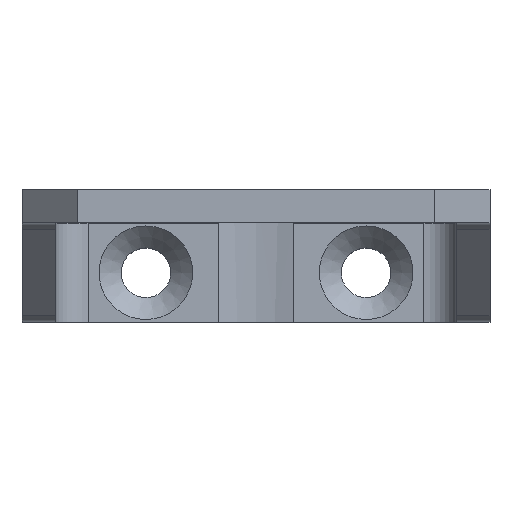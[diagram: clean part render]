
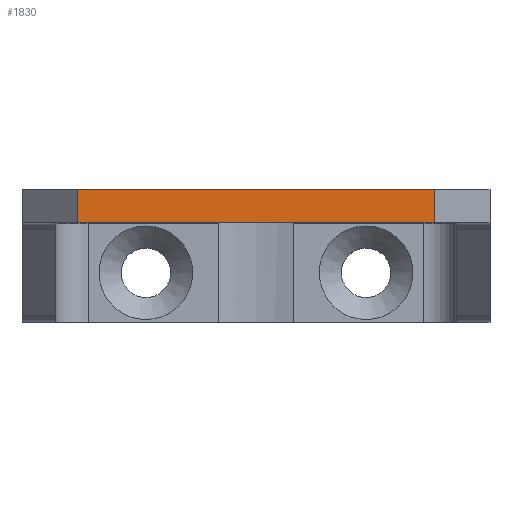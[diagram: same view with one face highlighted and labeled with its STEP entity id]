
A CAD part, top view. The second image highlights one B-rep face of the part: STEP entity #1830.
In plain terms, the highlighted planar face has unit normal (0, 0, 1).
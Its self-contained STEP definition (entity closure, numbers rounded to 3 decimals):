
#44 = PLANE('',#45);
#45 = AXIS2_PLACEMENT_3D('',#46,#47,#48);
#46 = CARTESIAN_POINT('',(0.011,-3.,4.323));
#47 = DIRECTION('',(0.,-1.,0.));
#48 = DIRECTION('',(0.,0.,1.));
#72 = PLANE('',#73);
#73 = AXIS2_PLACEMENT_3D('',#74,#75,#76);
#74 = CARTESIAN_POINT('',(-21.25,0.,16.25));
#75 = DIRECTION('',(-0.707,0.,0.707));
#76 = DIRECTION('',(0.707,0.,0.707));
#100 = PLANE('',#101);
#101 = AXIS2_PLACEMENT_3D('',#102,#103,#104);
#102 = CARTESIAN_POINT('',(0.,0.,
    -0.851));
#103 = DIRECTION('',(0.,1.,0.));
#104 = DIRECTION('',(0.,0.,1.));
#663 = VERTEX_POINT('',#664);
#664 = CARTESIAN_POINT('',(16.25,-3.,21.25));
#678 = PLANE('',#679);
#679 = AXIS2_PLACEMENT_3D('',#680,#681,#682);
#680 = CARTESIAN_POINT('',(16.25,0.,
    21.25));
#681 = DIRECTION('',(0.707,0.,0.707));
#682 = DIRECTION('',(0.707,0.,-0.707)
  );
#690 = EDGE_CURVE('',#663,#691,#693,.T.);
#691 = VERTEX_POINT('',#692);
#692 = CARTESIAN_POINT('',(-16.25,-3.,21.25));
#693 = SURFACE_CURVE('',#694,(#698,#705),.PCURVE_S1.);
#694 = LINE('',#695,#696);
#695 = CARTESIAN_POINT('',(-8.125,-3.,21.25));
#696 = VECTOR('',#697,1.);
#697 = DIRECTION('',(-1.,0.,0.));
#698 = PCURVE('',#44,#699);
#699 = DEFINITIONAL_REPRESENTATION('',(#700),#704);
#700 = LINE('',#701,#702);
#701 = CARTESIAN_POINT('',(16.927,8.136));
#702 = VECTOR('',#703,1.);
#703 = DIRECTION('',(0.,1.));
#704 = ( GEOMETRIC_REPRESENTATION_CONTEXT(2) 
PARAMETRIC_REPRESENTATION_CONTEXT() REPRESENTATION_CONTEXT('2D SPACE',''
  ) );
#705 = PCURVE('',#706,#711);
#706 = PLANE('',#707);
#707 = AXIS2_PLACEMENT_3D('',#708,#709,#710);
#708 = CARTESIAN_POINT('',(-16.25,0.,21.25));
#709 = DIRECTION('',(0.,0.,1.));
#710 = DIRECTION('',(1.,0.,0.));
#711 = DEFINITIONAL_REPRESENTATION('',(#712),#716);
#712 = LINE('',#713,#714);
#713 = CARTESIAN_POINT('',(8.125,-3.));
#714 = VECTOR('',#715,1.);
#715 = DIRECTION('',(-1.,0.));
#716 = ( GEOMETRIC_REPRESENTATION_CONTEXT(2) 
PARAMETRIC_REPRESENTATION_CONTEXT() REPRESENTATION_CONTEXT('2D SPACE',''
  ) );
#859 = VERTEX_POINT('',#860);
#860 = CARTESIAN_POINT('',(-16.25,0.,21.25));
#883 = EDGE_CURVE('',#859,#691,#884,.T.);
#884 = SURFACE_CURVE('',#885,(#889,#896),.PCURVE_S1.);
#885 = LINE('',#886,#887);
#886 = CARTESIAN_POINT('',(-16.25,0.,21.25));
#887 = VECTOR('',#888,1.);
#888 = DIRECTION('',(0.,-1.,0.));
#889 = PCURVE('',#72,#890);
#890 = DEFINITIONAL_REPRESENTATION('',(#891),#895);
#891 = LINE('',#892,#893);
#892 = CARTESIAN_POINT('',(7.071,0.));
#893 = VECTOR('',#894,1.);
#894 = DIRECTION('',(0.,-1.));
#895 = ( GEOMETRIC_REPRESENTATION_CONTEXT(2) 
PARAMETRIC_REPRESENTATION_CONTEXT() REPRESENTATION_CONTEXT('2D SPACE',''
  ) );
#896 = PCURVE('',#706,#897);
#897 = DEFINITIONAL_REPRESENTATION('',(#898),#902);
#898 = LINE('',#899,#900);
#899 = CARTESIAN_POINT('',(0.,0.));
#900 = VECTOR('',#901,1.);
#901 = DIRECTION('',(0.,-1.));
#902 = ( GEOMETRIC_REPRESENTATION_CONTEXT(2) 
PARAMETRIC_REPRESENTATION_CONTEXT() REPRESENTATION_CONTEXT('2D SPACE',''
  ) );
#980 = EDGE_CURVE('',#859,#981,#983,.T.);
#981 = VERTEX_POINT('',#982);
#982 = CARTESIAN_POINT('',(16.25,0.,
    21.25));
#983 = SURFACE_CURVE('',#984,(#988,#995),.PCURVE_S1.);
#984 = LINE('',#985,#986);
#985 = CARTESIAN_POINT('',(-16.25,0.,21.25));
#986 = VECTOR('',#987,1.);
#987 = DIRECTION('',(1.,0.,0.));
#988 = PCURVE('',#100,#989);
#989 = DEFINITIONAL_REPRESENTATION('',(#990),#994);
#990 = LINE('',#991,#992);
#991 = CARTESIAN_POINT('',(22.101,-16.25));
#992 = VECTOR('',#993,1.);
#993 = DIRECTION('',(0.,1.));
#994 = ( GEOMETRIC_REPRESENTATION_CONTEXT(2) 
PARAMETRIC_REPRESENTATION_CONTEXT() REPRESENTATION_CONTEXT('2D SPACE',''
  ) );
#995 = PCURVE('',#706,#996);
#996 = DEFINITIONAL_REPRESENTATION('',(#997),#1001);
#997 = LINE('',#998,#999);
#998 = CARTESIAN_POINT('',(0.,0.));
#999 = VECTOR('',#1000,1.);
#1000 = DIRECTION('',(1.,0.));
#1001 = ( GEOMETRIC_REPRESENTATION_CONTEXT(2) 
PARAMETRIC_REPRESENTATION_CONTEXT() REPRESENTATION_CONTEXT('2D SPACE',''
  ) );
#1830 = ADVANCED_FACE('',(#1831),#706,.T.);
#1831 = FACE_BOUND('',#1832,.T.);
#1832 = EDGE_LOOP('',(#1833,#1834,#1835,#1836));
#1833 = ORIENTED_EDGE('',*,*,#980,.F.);
#1834 = ORIENTED_EDGE('',*,*,#883,.T.);
#1835 = ORIENTED_EDGE('',*,*,#690,.F.);
#1836 = ORIENTED_EDGE('',*,*,#1837,.F.);
#1837 = EDGE_CURVE('',#981,#663,#1838,.T.);
#1838 = SURFACE_CURVE('',#1839,(#1843,#1850),.PCURVE_S1.);
#1839 = LINE('',#1840,#1841);
#1840 = CARTESIAN_POINT('',(16.25,0.,
    21.25));
#1841 = VECTOR('',#1842,1.);
#1842 = DIRECTION('',(0.,-1.,0.));
#1843 = PCURVE('',#706,#1844);
#1844 = DEFINITIONAL_REPRESENTATION('',(#1845),#1849);
#1845 = LINE('',#1846,#1847);
#1846 = CARTESIAN_POINT('',(32.5,0.));
#1847 = VECTOR('',#1848,1.);
#1848 = DIRECTION('',(0.,-1.));
#1849 = ( GEOMETRIC_REPRESENTATION_CONTEXT(2) 
PARAMETRIC_REPRESENTATION_CONTEXT() REPRESENTATION_CONTEXT('2D SPACE',''
  ) );
#1850 = PCURVE('',#678,#1851);
#1851 = DEFINITIONAL_REPRESENTATION('',(#1852),#1856);
#1852 = LINE('',#1853,#1854);
#1853 = CARTESIAN_POINT('',(0.,0.));
#1854 = VECTOR('',#1855,1.);
#1855 = DIRECTION('',(0.,-1.));
#1856 = ( GEOMETRIC_REPRESENTATION_CONTEXT(2) 
PARAMETRIC_REPRESENTATION_CONTEXT() REPRESENTATION_CONTEXT('2D SPACE',''
  ) );
